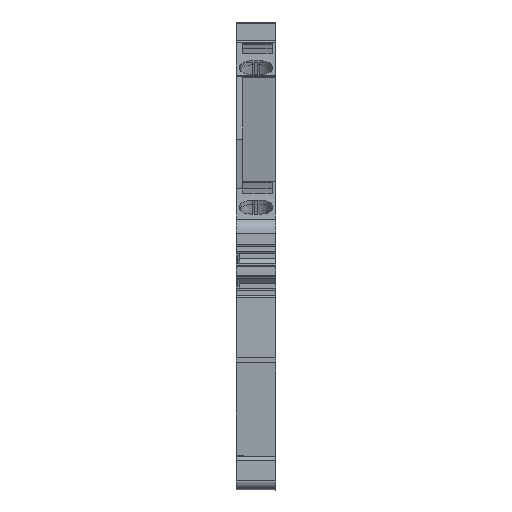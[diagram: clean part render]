
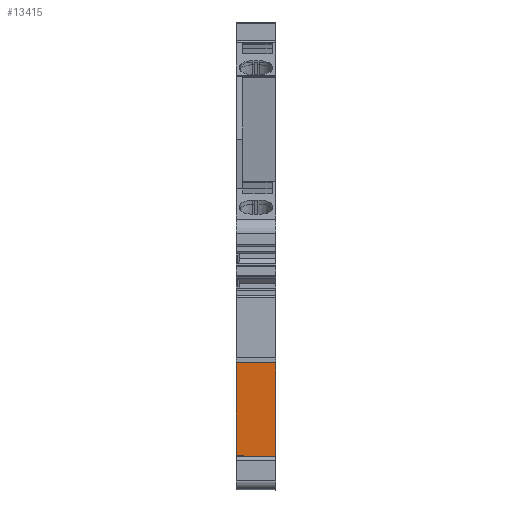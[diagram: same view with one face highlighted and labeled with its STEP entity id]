
A CAD part, front view. The second image highlights one B-rep face of the part: STEP entity #13415.
In plain terms, the highlighted planar face has unit normal (0, -0.998, -0.071).
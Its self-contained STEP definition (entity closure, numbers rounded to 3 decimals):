
#13400=AXIS2_PLACEMENT_3D('Plane Axis2P3D',#13397,#13398,#13399) ;
#1142=CARTESIAN_POINT('Vertex',(5.1,4.027,16.199)) ;
#1145=CARTESIAN_POINT('Line Origine',(5.1,4.485,9.722)) ;
#1149=CARTESIAN_POINT('Vertex',(5.1,4.944,3.244)) ;
#4146=CARTESIAN_POINT('Vertex',(0.,4.858,4.459)) ;
#4149=CARTESIAN_POINT('Line Origine',(0.,4.442,10.329)) ;
#4153=CARTESIAN_POINT('Vertex',(0.,4.027,16.199)) ;
#6928=CARTESIAN_POINT('Line Origine',(5.1,4.027,16.199)) ;
#9341=CARTESIAN_POINT('Vertex',(1.,4.858,4.459)) ;
#9346=CARTESIAN_POINT('Line Origine',(1.,4.858,4.459)) ;
#10455=CARTESIAN_POINT('Vertex',(1.,4.944,3.244)) ;
#10458=CARTESIAN_POINT('Line Origine',(1.,4.901,3.852)) ;
#13397=CARTESIAN_POINT('Axis2P3D Location',(5.1,4.944,3.244)) ;
#13402=CARTESIAN_POINT('Line Origine',(3.05,4.944,3.244)) ;
#1146=DIRECTION('Vector Direction',(0.,0.071,-0.998)) ;
#4150=DIRECTION('Vector Direction',(0.,0.071,-0.998)) ;
#6929=DIRECTION('Vector Direction',(-1.,0.,0.)) ;
#9347=DIRECTION('Vector Direction',(-1.,0.,0.)) ;
#10459=DIRECTION('Vector Direction',(0.,0.071,-0.998)) ;
#13398=DIRECTION('Axis2P3D Direction',(0.,-0.998,-0.071)) ;
#13399=DIRECTION('Axis2P3D XDirection',(1.,0.,0.)) ;
#13403=DIRECTION('Vector Direction',(-1.,0.,0.)) ;
#1147=VECTOR('Line Direction',#1146,1.) ;
#4151=VECTOR('Line Direction',#4150,1.) ;
#6930=VECTOR('Line Direction',#6929,1.) ;
#9348=VECTOR('Line Direction',#9347,1.) ;
#10460=VECTOR('Line Direction',#10459,1.) ;
#13404=VECTOR('Line Direction',#13403,1.) ;
#13408=ORIENTED_EDGE('',*,*,#10462,.T.) ;
#13409=ORIENTED_EDGE('',*,*,#13406,.F.) ;
#13410=ORIENTED_EDGE('',*,*,#1151,.F.) ;
#13411=ORIENTED_EDGE('',*,*,#6932,.T.) ;
#13412=ORIENTED_EDGE('',*,*,#4155,.T.) ;
#13413=ORIENTED_EDGE('',*,*,#9350,.F.) ;
#13415=ADVANCED_FACE('MLD',(#13414),#13401,.T.) ;
#1151=EDGE_CURVE('',#1143,#1150,#1148,.T.) ;
#4155=EDGE_CURVE('',#4154,#4147,#4152,.T.) ;
#6932=EDGE_CURVE('',#1143,#4154,#6931,.T.) ;
#9350=EDGE_CURVE('',#9342,#4147,#9349,.T.) ;
#10462=EDGE_CURVE('',#9342,#10456,#10461,.T.) ;
#13406=EDGE_CURVE('',#1150,#10456,#13405,.T.) ;
#13407=EDGE_LOOP('',(#13408,#13409,#13410,#13411,#13412,#13413)) ;
#13414=FACE_OUTER_BOUND('',#13407,.T.) ;
#1148=LINE('Line',#1145,#1147) ;
#4152=LINE('Line',#4149,#4151) ;
#6931=LINE('Line',#6928,#6930) ;
#9349=LINE('Line',#9346,#9348) ;
#10461=LINE('Line',#10458,#10460) ;
#13405=LINE('Line',#13402,#13404) ;
#13401=PLANE('',#13400) ;
#1143=VERTEX_POINT('',#1142) ;
#1150=VERTEX_POINT('',#1149) ;
#4147=VERTEX_POINT('',#4146) ;
#4154=VERTEX_POINT('',#4153) ;
#9342=VERTEX_POINT('',#9341) ;
#10456=VERTEX_POINT('',#10455) ;
